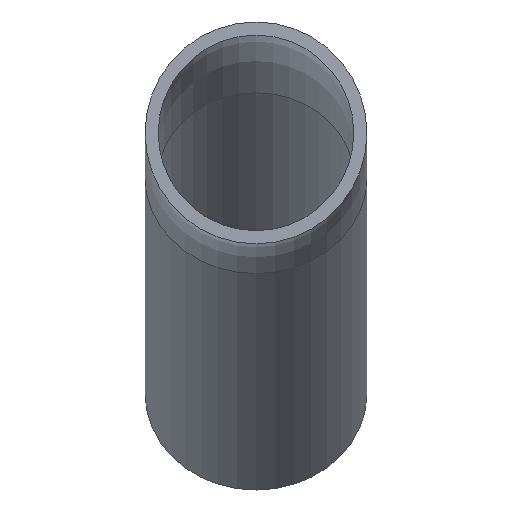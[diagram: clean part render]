
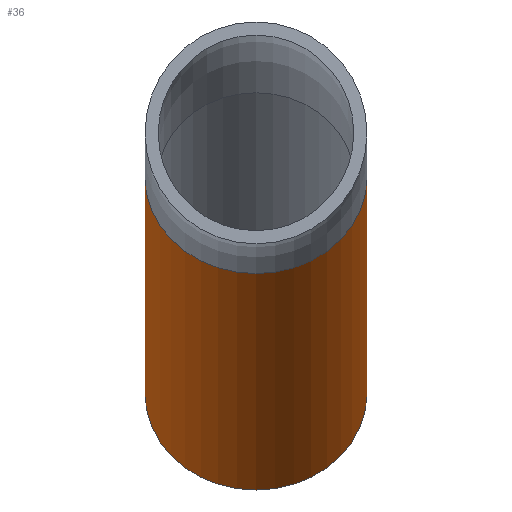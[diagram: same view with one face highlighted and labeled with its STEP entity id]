
A CAD part, left-side view. The second image highlights one B-rep face of the part: STEP entity #36.
In plain terms, the highlighted cylindrical face has radius 125 mm (diameter 250 mm), a full revolution.
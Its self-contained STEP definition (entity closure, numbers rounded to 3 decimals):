
#36 = ADVANCED_FACE( '', ( #73, #74 ), #75, .T. );
#73 = FACE_OUTER_BOUND( '', #112, .T. );
#74 = FACE_OUTER_BOUND( '', #113, .T. );
#75 = CYLINDRICAL_SURFACE( '', #114, 125. );
#112 = EDGE_LOOP( '', ( #149 ) );
#113 = EDGE_LOOP( '', ( #150 ) );
#114 = AXIS2_PLACEMENT_3D( '', #151, #152, #153 );
#149 = ORIENTED_EDGE( '', *, *, #190, .T. );
#150 = ORIENTED_EDGE( '', *, *, #191, .F. );
#151 = CARTESIAN_POINT( '', ( 1097.467, 0., -294.065 ) );
#152 = DIRECTION( '', ( -0.866, 0., 0.5 ) );
#153 = DIRECTION( '', ( -0.5, 0., -0.866 ) );
#190 = EDGE_CURVE( '', #209, #209, #210, .T. );
#191 = EDGE_CURVE( '', #211, #211, #212, .T. );
#209 = VERTEX_POINT( '', #233 );
#210 = CIRCLE( '', #234, 125. );
#211 = VERTEX_POINT( '', #235 );
#212 = CIRCLE( '', #236, 125. );
#233 = CARTESIAN_POINT( '', ( 675.15, 125., -50.24 ) );
#234 = AXIS2_PLACEMENT_3D( '', #257, #258, #259 );
#235 = CARTESIAN_POINT( '', ( 1034.967, 0., -402.319 ) );
#236 = AXIS2_PLACEMENT_3D( '', #260, #261, #262 );
#257 = CARTESIAN_POINT( '', ( 675.15, 0., -50.24 ) );
#258 = DIRECTION( '', ( 0.866, 0., -0.5 ) );
#259 = DIRECTION( '', ( 0., 1., 0. ) );
#260 = CARTESIAN_POINT( '', ( 1097.467, 0., -294.065 ) );
#261 = DIRECTION( '', ( 0.866, 0., -0.5 ) );
#262 = DIRECTION( '', ( -0.5, 0., -0.866 ) );
